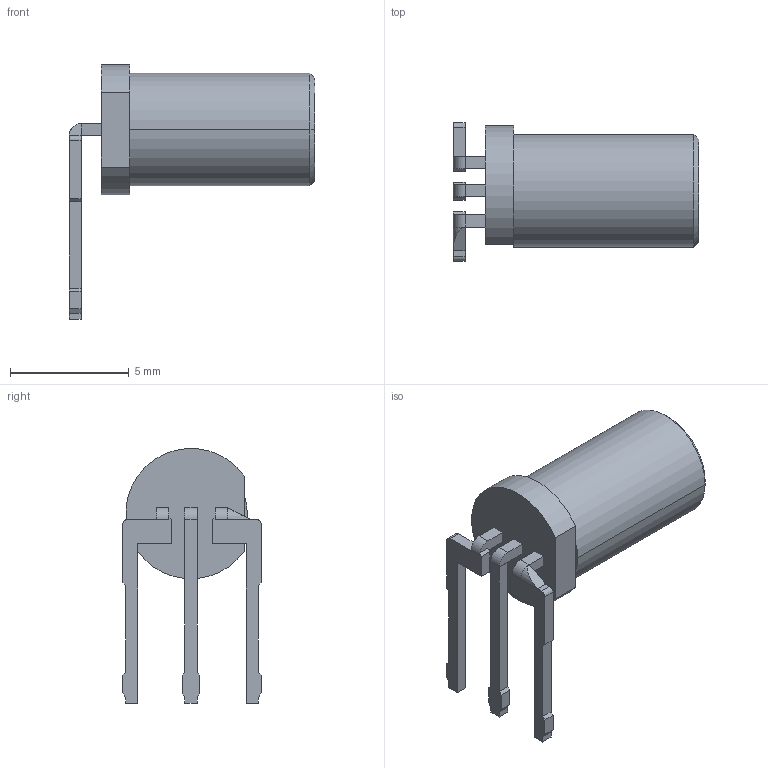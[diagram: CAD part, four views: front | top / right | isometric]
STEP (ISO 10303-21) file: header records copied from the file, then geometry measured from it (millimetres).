
FILE_DESCRIPTION((''),'2;1');
FILE_NAME('SFH350.stp','2010-10-06T16:48:16',(''),(''),'Mechanical Desktop 2010','Mechanical Desktop 2010',', , ');
FILE_SCHEMA(('AUTOMOTIVE_DESIGN { 1 2 10303 214 1 1 1 1 }'));
Length unit declared in the file: millimetre
Products named in the file (1): Product
Bounding box: 10.35 x 5.84 x 10.74 mm (x, y, z)
Volume: 174.9 mm3; surface area: 292.5 mm2
Topology: 9 solids, 9 shells, 83 faces, 193 edges, 128 vertices
Faces by surface type: plane 66, cylinder 9, bspline 6, cone 2
Entity records: 2375 total; most frequent: CARTESIAN_POINT 423, ORIENTED_EDGE 386, DIRECTION 369, EDGE_CURVE 193, VECTOR 173, LINE 173, VERTEX_POINT 128, AXIS2_PLACEMENT_3D 98
